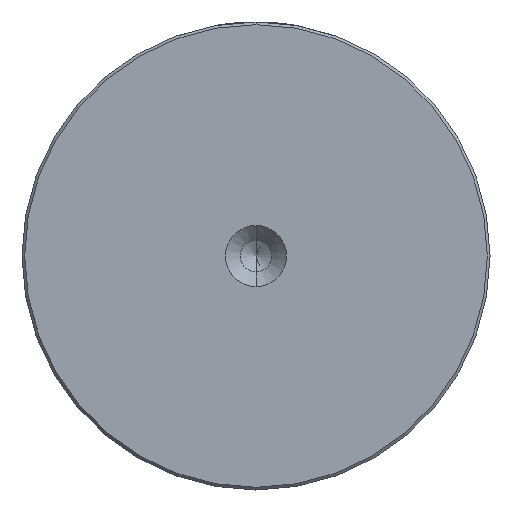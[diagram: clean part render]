
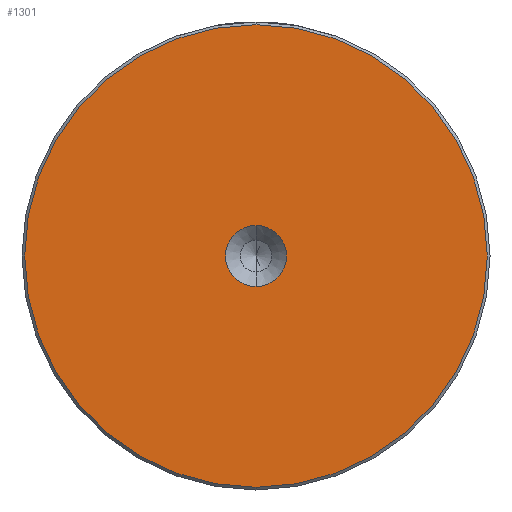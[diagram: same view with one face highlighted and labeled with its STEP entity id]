
A CAD part, left-side view. The second image highlights one B-rep face of the part: STEP entity #1301.
In plain terms, the highlighted planar face has unit normal (-1, 0, 0).
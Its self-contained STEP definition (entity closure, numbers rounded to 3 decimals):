
#2 = EDGE_CURVE ( 'NONE', #1264, #1518, #391, .T. ) ;
#272 = CIRCLE ( 'NONE', #2201, 42.5 ) ;
#391 = CIRCLE ( 'NONE', #2136, 42.5 ) ;
#408 = DIRECTION ( 'NONE',  ( 0., 0., 1. ) ) ;
#425 = CARTESIAN_POINT ( 'NONE',  ( 0., 0., -5.6 ) ) ;
#442 = ORIENTED_EDGE ( 'NONE', *, *, #2, .T. ) ;
#510 = ORIENTED_EDGE ( 'NONE', *, *, #1075, .F. ) ;
#515 = CARTESIAN_POINT ( 'NONE',  ( 0., 0., 0. ) ) ;
#576 = DIRECTION ( 'NONE',  ( -1., 0., 0. ) ) ;
#606 = CIRCLE ( 'NONE', #1342, 5.6 ) ;
#693 = PLANE ( 'NONE',  #1977 ) ;
#715 = CIRCLE ( 'NONE', #2268, 5.6 ) ;
#762 = DIRECTION ( 'NONE',  ( -1., 0., 0. ) ) ;
#790 = CARTESIAN_POINT ( 'NONE',  ( 0., 0., 0. ) ) ;
#796 = CARTESIAN_POINT ( 'NONE',  ( 0., 0., 5.6 ) ) ;
#821 = EDGE_CURVE ( 'NONE', #1518, #1264, #272, .T. ) ;
#827 = VERTEX_POINT ( 'NONE', #796 ) ;
#899 = DIRECTION ( 'NONE',  ( 0., 0., 1. ) ) ;
#998 = DIRECTION ( 'NONE',  ( 0., 0., 1. ) ) ;
#1024 = ORIENTED_EDGE ( 'NONE', *, *, #2554, .F. ) ;
#1075 = EDGE_CURVE ( 'NONE', #827, #1174, #715, .T. ) ;
#1160 = DIRECTION ( 'NONE',  ( 0., 0., 1. ) ) ;
#1174 = VERTEX_POINT ( 'NONE', #425 ) ;
#1201 = CARTESIAN_POINT ( 'NONE',  ( 0., 0., 0. ) ) ;
#1264 = VERTEX_POINT ( 'NONE', #2403 ) ;
#1301 = ADVANCED_FACE ( 'NONE', ( #2362, #1348 ), #693, .T. ) ;
#1342 = AXIS2_PLACEMENT_3D ( 'NONE', #790, #2162, #998 ) ;
#1348 = FACE_BOUND ( 'NONE', #2167, .T. ) ;
#1395 = CARTESIAN_POINT ( 'NONE',  ( 0., 0., 42.5 ) ) ;
#1463 = DIRECTION ( 'NONE',  ( -1., 0., 0. ) ) ;
#1500 = DIRECTION ( 'NONE',  ( -1., 0., 0. ) ) ;
#1518 = VERTEX_POINT ( 'NONE', #1395 ) ;
#1688 = CARTESIAN_POINT ( 'NONE',  ( 0., 0., 0. ) ) ;
#1951 = CARTESIAN_POINT ( 'NONE',  ( 0., 0., 0. ) ) ;
#1977 = AXIS2_PLACEMENT_3D ( 'NONE', #1688, #1500, #899 ) ;
#2135 = DIRECTION ( 'NONE',  ( 0., 0., 1. ) ) ;
#2136 = AXIS2_PLACEMENT_3D ( 'NONE', #515, #576, #408 ) ;
#2162 = DIRECTION ( 'NONE',  ( -1., 0., 0. ) ) ;
#2167 = EDGE_LOOP ( 'NONE', ( #510, #1024 ) ) ;
#2191 = EDGE_LOOP ( 'NONE', ( #442, #2260 ) ) ;
#2201 = AXIS2_PLACEMENT_3D ( 'NONE', #1201, #1463, #1160 ) ;
#2260 = ORIENTED_EDGE ( 'NONE', *, *, #821, .T. ) ;
#2268 = AXIS2_PLACEMENT_3D ( 'NONE', #1951, #762, #2135 ) ;
#2362 = FACE_OUTER_BOUND ( 'NONE', #2191, .T. ) ;
#2403 = CARTESIAN_POINT ( 'NONE',  ( 0., 0., -42.5 ) ) ;
#2554 = EDGE_CURVE ( 'NONE', #1174, #827, #606, .T. ) ;
